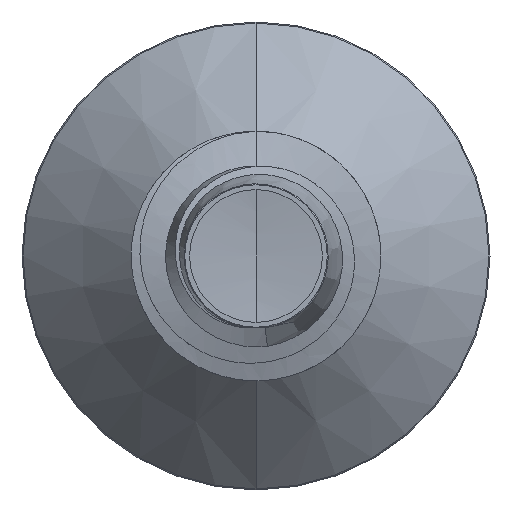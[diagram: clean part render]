
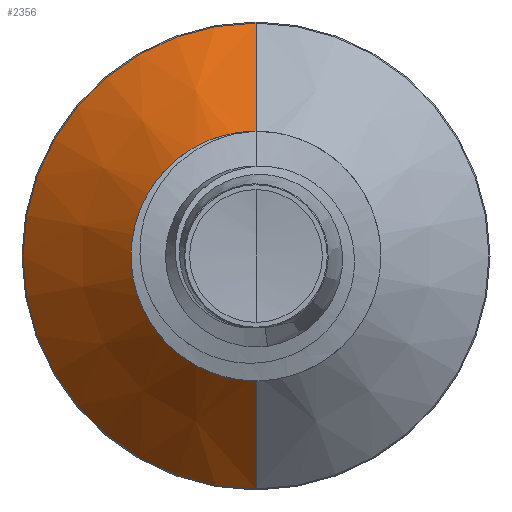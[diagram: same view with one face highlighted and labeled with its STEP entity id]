
A CAD part, front view. The second image highlights one B-rep face of the part: STEP entity #2356.
In plain terms, the highlighted conical face has half-angle 45 degrees and reference radius 0.764 mm.
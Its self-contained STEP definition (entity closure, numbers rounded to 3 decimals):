
#159 = AXIS2_PLACEMENT_3D ( 'NONE', #1424, #1602, #1589 ) ;
#282 = VERTEX_POINT ( 'NONE', #6417 ) ;
#598 = EDGE_LOOP ( 'NONE', ( #6592, #6615, #6639, #6674 ) ) ;
#1011 = CARTESIAN_POINT ( 'NONE',  ( 0., 2.293, -1.493 ) ) ;
#1129 = CARTESIAN_POINT ( 'NONE',  ( 0., 1.565, 0.765 ) ) ;
#1148 = DIRECTION ( 'NONE',  ( 0., 0.707, 0.707 ) ) ;
#1268 = DIRECTION ( 'NONE',  ( 0., 0., 1. ) ) ;
#1285 = DIRECTION ( 'NONE',  ( 0., 1., 0. ) ) ;
#1293 = CARTESIAN_POINT ( 'NONE',  ( 0., 2.293, 0. ) ) ;
#1424 = CARTESIAN_POINT ( 'NONE',  ( 0., 1.565, 0. ) ) ;
#1461 = CARTESIAN_POINT ( 'NONE',  ( 0., 2.293, 1.493 ) ) ;
#1474 = VECTOR ( 'NONE', #7800, 1000. ) ;
#1589 = DIRECTION ( 'NONE',  ( 0., 0., 1. ) ) ;
#1602 = DIRECTION ( 'NONE',  ( 0., 1., 0. ) ) ;
#2356 = ADVANCED_FACE ( 'NONE', ( #3953 ), #3738, .T. ) ;
#2386 = AXIS2_PLACEMENT_3D ( 'NONE', #3657, #7257, #4354 ) ;
#2501 = AXIS2_PLACEMENT_3D ( 'NONE', #1293, #1285, #1268 ) ;
#3202 = VERTEX_POINT ( 'NONE', #1011 ) ;
#3532 = VERTEX_POINT ( 'NONE', #4298 ) ;
#3657 = CARTESIAN_POINT ( 'NONE',  ( 0., 1.565, 0. ) ) ;
#3738 = CONICAL_SURFACE ( 'NONE', #159, 0.765, 0.785 ) ;
#3953 = FACE_OUTER_BOUND ( 'NONE', #598, .T. ) ;
#4067 = CARTESIAN_POINT ( 'NONE',  ( 0., 1.565, -0.765 ) ) ;
#4298 = CARTESIAN_POINT ( 'NONE',  ( 0., 1.565, -0.765 ) ) ;
#4354 = DIRECTION ( 'NONE',  ( 0., 0., 1. ) ) ;
#4580 = CIRCLE ( 'NONE', #2386, 0.765 ) ;
#4901 = CIRCLE ( 'NONE', #2501, 1.493 ) ;
#5621 = EDGE_CURVE ( 'NONE', #3202, #5778, #4901, .T. ) ;
#5778 = VERTEX_POINT ( 'NONE', #1461 ) ;
#5833 = EDGE_CURVE ( 'NONE', #282, #5778, #5967, .T. ) ;
#5870 = LINE ( 'NONE', #4067, #1474 ) ;
#5967 = LINE ( 'NONE', #1129, #7932 ) ;
#6417 = CARTESIAN_POINT ( 'NONE',  ( 0., 1.565, 0.765 ) ) ;
#6592 = ORIENTED_EDGE ( 'NONE', *, *, #7277, .F. ) ;
#6615 = ORIENTED_EDGE ( 'NONE', *, *, #6839, .T. ) ;
#6639 = ORIENTED_EDGE ( 'NONE', *, *, #5833, .T. ) ;
#6674 = ORIENTED_EDGE ( 'NONE', *, *, #5621, .F. ) ;
#6839 = EDGE_CURVE ( 'NONE', #3532, #282, #4580, .T. ) ;
#7257 = DIRECTION ( 'NONE',  ( 0., 1., 0. ) ) ;
#7277 = EDGE_CURVE ( 'NONE', #3532, #3202, #5870, .T. ) ;
#7800 = DIRECTION ( 'NONE',  ( 0., 0.707, -0.707 ) ) ;
#7932 = VECTOR ( 'NONE', #1148, 1000. ) ;
